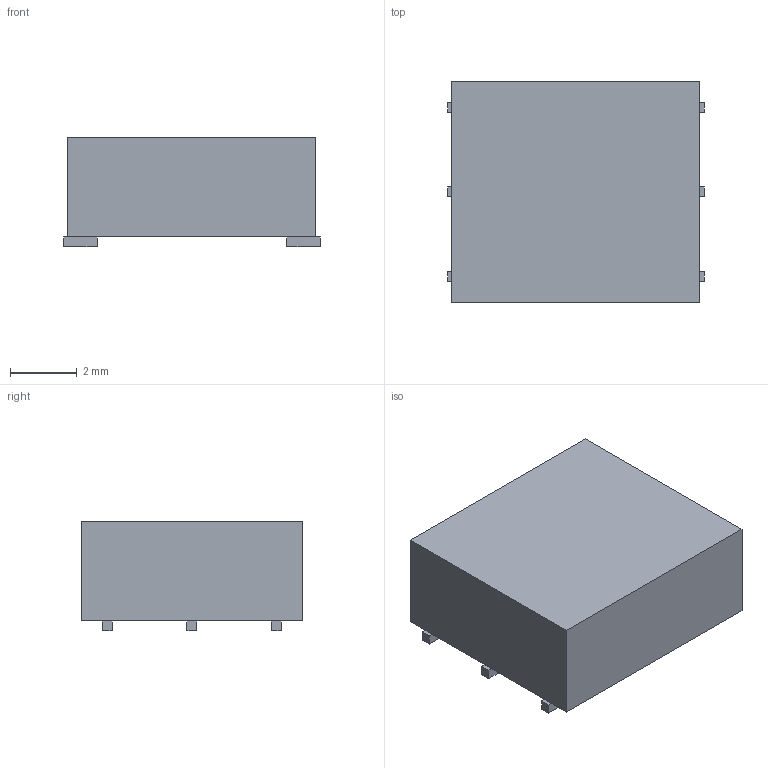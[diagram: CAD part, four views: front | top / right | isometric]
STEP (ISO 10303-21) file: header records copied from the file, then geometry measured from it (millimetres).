
FILE_DESCRIPTION(('FreeCAD Model'),'2;1');
FILE_NAME('Open CASCADE Shape Model','2022-03-22T21:26:32',('Author'),( ''),'Open CASCADE STEP processor 7.5','FreeCAD','Unknown');
FILE_SCHEMA(('AUTOMOTIVE_DESIGN { 1 0 10303 214 1 1 1 1 }'));
Length unit declared in the file: millimetre
Products named in the file (5): a; Extrude; Extrude001; Extrude002; Extrude003
Assembly tree (4 placements, depth 2):
  a
    Extrude
    Extrude001
    Extrude002
    Extrude003
Bounding box: 7.7 x 6.65 x 3.3 mm (x, y, z)
Surface area: 383.9 mm2
Topology: 14 solids, 14 shells, 84 faces, 168 edges, 112 vertices
Faces by surface type: plane 84
Entity records: 2321 total; most frequent: CARTESIAN_POINT 369, DIRECTION 346, ORIENTED_EDGE 336, EDGE_CURVE 168, LINE 168, VECTOR 168, VERTEX_POINT 112, AXIS2_PLACEMENT_3D 89
